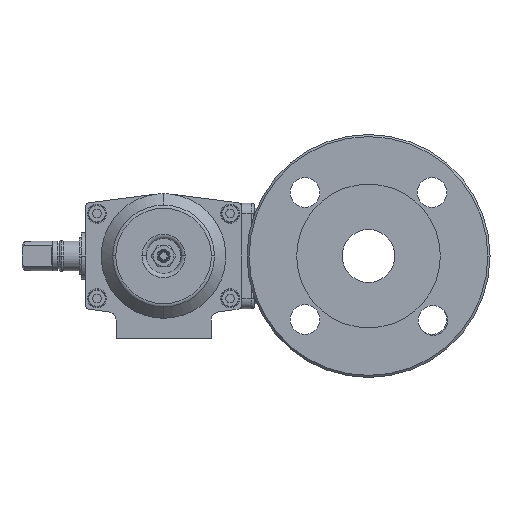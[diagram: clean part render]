
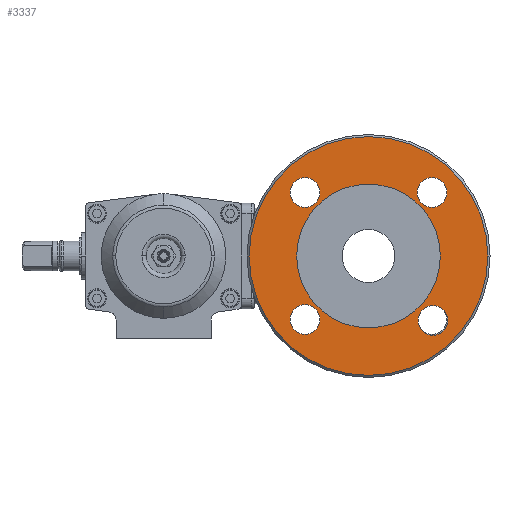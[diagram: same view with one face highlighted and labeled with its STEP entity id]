
A CAD part, left-side view. The second image highlights one B-rep face of the part: STEP entity #3337.
In plain terms, the highlighted planar face has unit normal (-1, 0, 0).
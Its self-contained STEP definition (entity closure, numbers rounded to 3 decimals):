
#3337=ADVANCED_FACE('',(#6884,#6885,#6886,#6887,#6888,#6889),#6890,.T.);
#6884=FACE_OUTER_BOUND('',#14539,.T.);
#6885=FACE_BOUND('',#14540,.T.);
#6886=FACE_BOUND('',#14541,.T.);
#6887=FACE_BOUND('',#14542,.T.);
#6888=FACE_BOUND('',#14543,.T.);
#6889=FACE_BOUND('',#14544,.T.);
#6890=PLANE('',#14545);
#14539=EDGE_LOOP('',(#23672,#23673));
#14540=EDGE_LOOP('',(#23674,#23675));
#14541=EDGE_LOOP('',(#23676,#23677));
#14542=EDGE_LOOP('',(#23678,#23679));
#14543=EDGE_LOOP('',(#23680,#23681));
#14544=EDGE_LOOP('',(#23682,#23683));
#14545=AXIS2_PLACEMENT_3D('',#23684,#23685,#23686);
#23672=ORIENTED_EDGE('',*,*,#29374,.F.);
#23673=ORIENTED_EDGE('',*,*,#28365,.F.);
#23674=ORIENTED_EDGE('',*,*,#28308,.T.);
#23675=ORIENTED_EDGE('',*,*,#29378,.T.);
#23676=ORIENTED_EDGE('',*,*,#28336,.T.);
#23677=ORIENTED_EDGE('',*,*,#29379,.T.);
#23678=ORIENTED_EDGE('',*,*,#28341,.T.);
#23679=ORIENTED_EDGE('',*,*,#29380,.T.);
#23680=ORIENTED_EDGE('',*,*,#28346,.T.);
#23681=ORIENTED_EDGE('',*,*,#29381,.T.);
#23682=ORIENTED_EDGE('',*,*,#28351,.T.);
#23683=ORIENTED_EDGE('',*,*,#29382,.T.);
#23684=CARTESIAN_POINT('',(-41.75,44.5,0.0));
#23685=DIRECTION('',(-1.0,0.0,0.0));
#23686=DIRECTION('',(0.0,0.0,1.0));
#28308=EDGE_CURVE('',#33757,#33761,#33763,.T.);
#28336=EDGE_CURVE('',#33812,#33809,#33813,.T.);
#28341=EDGE_CURVE('',#33821,#33818,#33822,.T.);
#28346=EDGE_CURVE('',#33830,#33827,#33831,.T.);
#28351=EDGE_CURVE('',#33839,#33836,#33840,.T.);
#28365=EDGE_CURVE('',#33860,#33862,#33863,.T.);
#29374=EDGE_CURVE('',#33862,#33860,#35335,.T.);
#29378=EDGE_CURVE('',#33761,#33757,#35339,.T.);
#29379=EDGE_CURVE('',#33809,#33812,#35340,.T.);
#29380=EDGE_CURVE('',#33818,#33821,#35341,.T.);
#29381=EDGE_CURVE('',#33827,#33830,#35342,.T.);
#29382=EDGE_CURVE('',#33836,#33839,#35343,.T.);
#33757=VERTEX_POINT('',#41378);
#33761=VERTEX_POINT('',#41383);
#33763=CIRCLE('',#41386,34.0);
#33809=VERTEX_POINT('',#41442);
#33812=VERTEX_POINT('',#41446);
#33813=CIRCLE('',#41447,7.0);
#33818=VERTEX_POINT('',#41453);
#33821=VERTEX_POINT('',#41457);
#33822=CIRCLE('',#41458,7.0);
#33827=VERTEX_POINT('',#41464);
#33830=VERTEX_POINT('',#41468);
#33831=CIRCLE('',#41469,7.0);
#33836=VERTEX_POINT('',#41475);
#33839=VERTEX_POINT('',#41479);
#33840=CIRCLE('',#41480,7.0);
#33860=VERTEX_POINT('',#41505);
#33862=VERTEX_POINT('',#41508);
#33863=CIRCLE('',#41509,56.5);
#35335=CIRCLE('',#44944,56.5);
#35339=CIRCLE('',#44948,34.0);
#35340=CIRCLE('',#44949,7.0);
#35341=CIRCLE('',#44950,7.0);
#35342=CIRCLE('',#44951,7.0);
#35343=CIRCLE('',#44952,7.0);
#41378=CARTESIAN_POINT('',(-41.75,32.75,0.0));
#41383=CARTESIAN_POINT('',(-41.75,-35.25,0.));
#41386=AXIS2_PLACEMENT_3D('',#50552,#50553,#50554);
#41442=CARTESIAN_POINT('',(-41.75,-31.754,-37.504));
#41446=CARTESIAN_POINT('',(-41.75,-31.754,-23.504));
#41447=AXIS2_PLACEMENT_3D('',#50596,#50597,#50598);
#41453=CARTESIAN_POINT('',(-41.75,28.802,23.052));
#41457=CARTESIAN_POINT('',(-41.75,28.802,37.052));
#41458=AXIS2_PLACEMENT_3D('',#50604,#50605,#50606);
#41464=CARTESIAN_POINT('',(-41.75,28.802,-37.052));
#41468=CARTESIAN_POINT('',(-41.75,28.802,-23.052));
#41469=AXIS2_PLACEMENT_3D('',#50612,#50613,#50614);
#41475=CARTESIAN_POINT('',(-41.75,-31.302,23.052));
#41479=CARTESIAN_POINT('',(-41.75,-31.302,37.052));
#41480=AXIS2_PLACEMENT_3D('',#50620,#50621,#50622);
#41505=CARTESIAN_POINT('',(-41.75,-57.75,0.));
#41508=CARTESIAN_POINT('',(-41.75,55.25,0.));
#41509=AXIS2_PLACEMENT_3D('',#50641,#50642,#50643);
#44944=AXIS2_PLACEMENT_3D('',#51542,#51543,#51544);
#44948=AXIS2_PLACEMENT_3D('',#51548,#51549,#51550);
#44949=AXIS2_PLACEMENT_3D('',#51551,#51552,#51553);
#44950=AXIS2_PLACEMENT_3D('',#51554,#51555,#51556);
#44951=AXIS2_PLACEMENT_3D('',#51557,#51558,#51559);
#44952=AXIS2_PLACEMENT_3D('',#51560,#51561,#51562);
#50552=CARTESIAN_POINT('',(-41.75,-1.25,0.0));
#50553=DIRECTION('',(1.0,0.0,0.0));
#50554=DIRECTION('',(0.0,1.0,0.0));
#50596=CARTESIAN_POINT('',(-41.75,-31.754,-30.504));
#50597=DIRECTION('',(1.0,0.0,-0.0));
#50598=DIRECTION('',(0.0,0.0,1.0));
#50604=CARTESIAN_POINT('',(-41.75,28.802,30.052));
#50605=DIRECTION('',(1.0,0.0,-0.0));
#50606=DIRECTION('',(0.0,0.0,1.0));
#50612=CARTESIAN_POINT('',(-41.75,28.802,-30.052));
#50613=DIRECTION('',(1.0,0.0,-0.0));
#50614=DIRECTION('',(0.0,0.0,1.0));
#50620=CARTESIAN_POINT('',(-41.75,-31.302,30.052));
#50621=DIRECTION('',(1.0,0.0,-0.0));
#50622=DIRECTION('',(0.0,0.0,1.0));
#50641=CARTESIAN_POINT('',(-41.75,-1.25,0.0));
#50642=DIRECTION('',(1.0,0.0,0.0));
#50643=DIRECTION('',(0.0,-1.0,0.0));
#51542=CARTESIAN_POINT('',(-41.75,-1.25,0.0));
#51543=DIRECTION('',(1.0,0.0,0.0));
#51544=DIRECTION('',(0.0,-1.0,0.0));
#51548=CARTESIAN_POINT('',(-41.75,-1.25,0.0));
#51549=DIRECTION('',(1.0,0.0,0.0));
#51550=DIRECTION('',(0.0,1.0,0.0));
#51551=CARTESIAN_POINT('',(-41.75,-31.754,-30.504));
#51552=DIRECTION('',(1.0,0.0,-0.0));
#51553=DIRECTION('',(0.0,0.0,1.0));
#51554=CARTESIAN_POINT('',(-41.75,28.802,30.052));
#51555=DIRECTION('',(1.0,0.0,-0.0));
#51556=DIRECTION('',(0.0,0.0,1.0));
#51557=CARTESIAN_POINT('',(-41.75,28.802,-30.052));
#51558=DIRECTION('',(1.0,0.0,-0.0));
#51559=DIRECTION('',(0.0,0.0,1.0));
#51560=CARTESIAN_POINT('',(-41.75,-31.302,30.052));
#51561=DIRECTION('',(1.0,0.0,-0.0));
#51562=DIRECTION('',(0.0,0.0,1.0));
